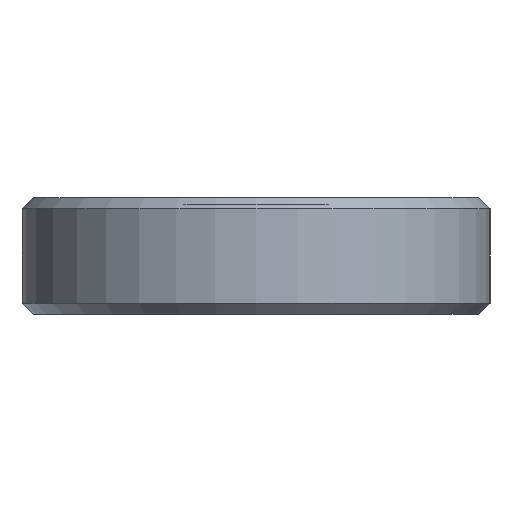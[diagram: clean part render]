
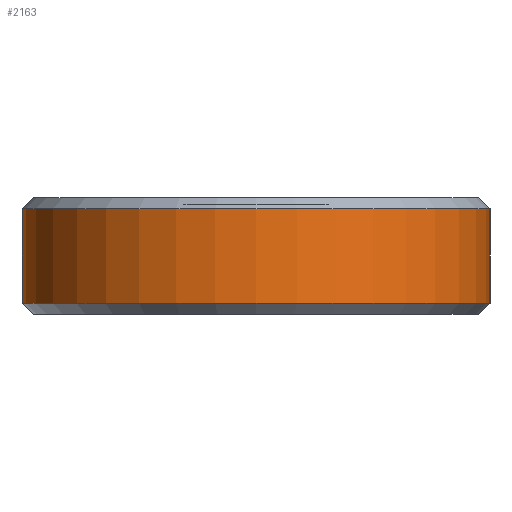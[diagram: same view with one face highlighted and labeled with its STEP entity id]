
A CAD part, left-side view. The second image highlights one B-rep face of the part: STEP entity #2163.
In plain terms, the highlighted cylindrical face has radius 6.25 mm (diameter 12.5 mm), a partial arc.
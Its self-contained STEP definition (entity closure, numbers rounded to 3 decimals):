
#45 = CONICAL_SURFACE('',#46,6.25,0.785);
#46 = AXIS2_PLACEMENT_3D('',#47,#48,#49);
#47 = CARTESIAN_POINT('',(0.,0.,0.3));
#48 = DIRECTION('',(0.,0.,1.));
#49 = DIRECTION('',(0.,1.,0.));
#795 = VERTEX_POINT('',#796);
#796 = CARTESIAN_POINT('',(0.,6.25,0.3));
#819 = VERTEX_POINT('',#820);
#820 = CARTESIAN_POINT('',(0.,-6.25,0.3));
#841 = EDGE_CURVE('',#795,#819,#842,.T.);
#842 = SURFACE_CURVE('',#843,(#848,#855),.PCURVE_S1.);
#843 = CIRCLE('',#844,6.25);
#844 = AXIS2_PLACEMENT_3D('',#845,#846,#847);
#845 = CARTESIAN_POINT('',(0.,0.,0.3));
#846 = DIRECTION('',(0.,-0.,1.));
#847 = DIRECTION('',(0.,1.,0.));
#848 = PCURVE('',#45,#849);
#849 = DEFINITIONAL_REPRESENTATION('',(#850),#854);
#850 = LINE('',#851,#852);
#851 = CARTESIAN_POINT('',(0.,0.));
#852 = VECTOR('',#853,1.);
#853 = DIRECTION('',(1.,0.));
#854 = ( GEOMETRIC_REPRESENTATION_CONTEXT(2) 
PARAMETRIC_REPRESENTATION_CONTEXT() REPRESENTATION_CONTEXT('2D SPACE',''
  ) );
#855 = PCURVE('',#856,#861);
#856 = CYLINDRICAL_SURFACE('',#857,6.25);
#857 = AXIS2_PLACEMENT_3D('',#858,#859,#860);
#858 = CARTESIAN_POINT('',(0.,0.,0.));
#859 = DIRECTION('',(-0.,-0.,-1.));
#860 = DIRECTION('',(1.,0.,0.));
#861 = DEFINITIONAL_REPRESENTATION('',(#862),#866);
#862 = LINE('',#863,#864);
#863 = CARTESIAN_POINT('',(-1.571,-0.3));
#864 = VECTOR('',#865,1.);
#865 = DIRECTION('',(-1.,0.));
#866 = ( GEOMETRIC_REPRESENTATION_CONTEXT(2) 
PARAMETRIC_REPRESENTATION_CONTEXT() REPRESENTATION_CONTEXT('2D SPACE',''
  ) );
#910 = PLANE('',#911);
#911 = AXIS2_PLACEMENT_3D('',#912,#913,#914);
#912 = CARTESIAN_POINT('',(0.,6.25,0.));
#913 = DIRECTION('',(0.,1.,0.));
#914 = DIRECTION('',(1.,0.,0.));
#964 = PLANE('',#965);
#965 = AXIS2_PLACEMENT_3D('',#966,#967,#968);
#966 = CARTESIAN_POINT('',(0.,-6.25,0.));
#967 = DIRECTION('',(0.,1.,0.));
#968 = DIRECTION('',(1.,0.,0.));
#2163 = ADVANCED_FACE('',(#2164),#856,.T.);
#2164 = FACE_BOUND('',#2165,.F.);
#2165 = EDGE_LOOP('',(#2166,#2189,#2218,#2239));
#2166 = ORIENTED_EDGE('',*,*,#2167,.T.);
#2167 = EDGE_CURVE('',#795,#2168,#2170,.T.);
#2168 = VERTEX_POINT('',#2169);
#2169 = CARTESIAN_POINT('',(0.,6.25,2.825));
#2170 = SURFACE_CURVE('',#2171,(#2175,#2182),.PCURVE_S1.);
#2171 = LINE('',#2172,#2173);
#2172 = CARTESIAN_POINT('',(0.,6.25,0.));
#2173 = VECTOR('',#2174,1.);
#2174 = DIRECTION('',(0.,0.,1.));
#2175 = PCURVE('',#856,#2176);
#2176 = DEFINITIONAL_REPRESENTATION('',(#2177),#2181);
#2177 = LINE('',#2178,#2179);
#2178 = CARTESIAN_POINT('',(-1.571,0.));
#2179 = VECTOR('',#2180,1.);
#2180 = DIRECTION('',(-0.,-1.));
#2181 = ( GEOMETRIC_REPRESENTATION_CONTEXT(2) 
PARAMETRIC_REPRESENTATION_CONTEXT() REPRESENTATION_CONTEXT('2D SPACE',''
  ) );
#2182 = PCURVE('',#910,#2183);
#2183 = DEFINITIONAL_REPRESENTATION('',(#2184),#2188);
#2184 = LINE('',#2185,#2186);
#2185 = CARTESIAN_POINT('',(0.,0.));
#2186 = VECTOR('',#2187,1.);
#2187 = DIRECTION('',(0.,-1.));
#2188 = ( GEOMETRIC_REPRESENTATION_CONTEXT(2) 
PARAMETRIC_REPRESENTATION_CONTEXT() REPRESENTATION_CONTEXT('2D SPACE',''
  ) );
#2189 = ORIENTED_EDGE('',*,*,#2190,.T.);
#2190 = EDGE_CURVE('',#2168,#2191,#2193,.T.);
#2191 = VERTEX_POINT('',#2192);
#2192 = CARTESIAN_POINT('',(0.,-6.25,2.825));
#2193 = SURFACE_CURVE('',#2194,(#2199,#2206),.PCURVE_S1.);
#2194 = CIRCLE('',#2195,6.25);
#2195 = AXIS2_PLACEMENT_3D('',#2196,#2197,#2198);
#2196 = CARTESIAN_POINT('',(0.,0.,2.825));
#2197 = DIRECTION('',(0.,-0.,1.));
#2198 = DIRECTION('',(0.,1.,0.));
#2199 = PCURVE('',#856,#2200);
#2200 = DEFINITIONAL_REPRESENTATION('',(#2201),#2205);
#2201 = LINE('',#2202,#2203);
#2202 = CARTESIAN_POINT('',(-1.571,-2.825));
#2203 = VECTOR('',#2204,1.);
#2204 = DIRECTION('',(-1.,0.));
#2205 = ( GEOMETRIC_REPRESENTATION_CONTEXT(2) 
PARAMETRIC_REPRESENTATION_CONTEXT() REPRESENTATION_CONTEXT('2D SPACE',''
  ) );
#2206 = PCURVE('',#2207,#2212);
#2207 = CONICAL_SURFACE('',#2208,6.25,0.785);
#2208 = AXIS2_PLACEMENT_3D('',#2209,#2210,#2211);
#2209 = CARTESIAN_POINT('',(0.,0.,2.825));
#2210 = DIRECTION('',(-0.,-0.,-1.));
#2211 = DIRECTION('',(0.,1.,0.));
#2212 = DEFINITIONAL_REPRESENTATION('',(#2213),#2217);
#2213 = LINE('',#2214,#2215);
#2214 = CARTESIAN_POINT('',(-0.,-0.));
#2215 = VECTOR('',#2216,1.);
#2216 = DIRECTION('',(-1.,-0.));
#2217 = ( GEOMETRIC_REPRESENTATION_CONTEXT(2) 
PARAMETRIC_REPRESENTATION_CONTEXT() REPRESENTATION_CONTEXT('2D SPACE',''
  ) );
#2218 = ORIENTED_EDGE('',*,*,#2219,.F.);
#2219 = EDGE_CURVE('',#819,#2191,#2220,.T.);
#2220 = SURFACE_CURVE('',#2221,(#2225,#2232),.PCURVE_S1.);
#2221 = LINE('',#2222,#2223);
#2222 = CARTESIAN_POINT('',(0.,-6.25,0.));
#2223 = VECTOR('',#2224,1.);
#2224 = DIRECTION('',(0.,0.,1.));
#2225 = PCURVE('',#856,#2226);
#2226 = DEFINITIONAL_REPRESENTATION('',(#2227),#2231);
#2227 = LINE('',#2228,#2229);
#2228 = CARTESIAN_POINT('',(-4.712,0.));
#2229 = VECTOR('',#2230,1.);
#2230 = DIRECTION('',(-0.,-1.));
#2231 = ( GEOMETRIC_REPRESENTATION_CONTEXT(2) 
PARAMETRIC_REPRESENTATION_CONTEXT() REPRESENTATION_CONTEXT('2D SPACE',''
  ) );
#2232 = PCURVE('',#964,#2233);
#2233 = DEFINITIONAL_REPRESENTATION('',(#2234),#2238);
#2234 = LINE('',#2235,#2236);
#2235 = CARTESIAN_POINT('',(0.,0.));
#2236 = VECTOR('',#2237,1.);
#2237 = DIRECTION('',(0.,-1.));
#2238 = ( GEOMETRIC_REPRESENTATION_CONTEXT(2) 
PARAMETRIC_REPRESENTATION_CONTEXT() REPRESENTATION_CONTEXT('2D SPACE',''
  ) );
#2239 = ORIENTED_EDGE('',*,*,#841,.F.);
